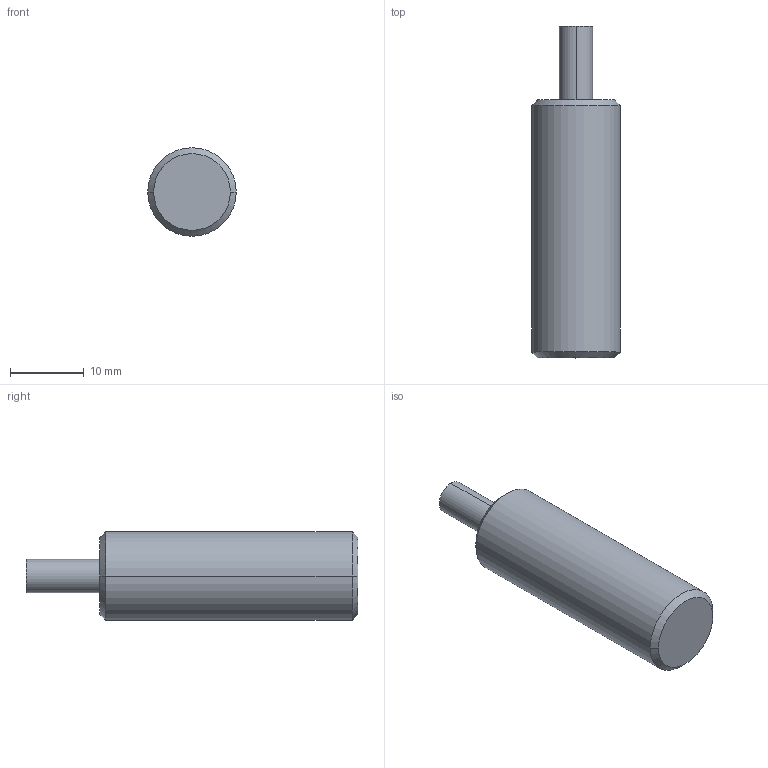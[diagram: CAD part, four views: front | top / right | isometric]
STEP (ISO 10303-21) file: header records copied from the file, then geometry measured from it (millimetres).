
FILE_DESCRIPTION((''),'2;1');
FILE_NAME('DM_CAD-2623','2017-06-09T',('creinig-se'),(''),'PRO/ENGINEER BY PARAMETRIC TECHNOLOGY CORPORATION, 2015440','PRO/ENGINEER BY PARAMETRIC TECHNOLOGY CORPORATION, 2015440','');
FILE_SCHEMA(('CONFIG_CONTROL_DESIGN'));
Length unit declared in the file: millimetre
Products named in the file (1): DM_CAD-2623
Bounding box: 12 x 45 x 12 mm (x, y, z)
Volume: 4094.4 mm3; surface area: 1650 mm2
Topology: 1 solids, 1 shells, 11 faces, 70 edges, 64 vertices
Faces by surface type: cone 4, cylinder 4, plane 3
Entity records: 992 total; most frequent: DIRECTION 122, CARTESIAN_POINT 94, PRESENTATION_STYLE_ASSIGNMENT 86, STYLED_ITEM 83, CURVE_STYLE 76, TRIMMED_CURVE 50, COMPOSITE_CURVE_SEGMENT 48, VECTOR 42
